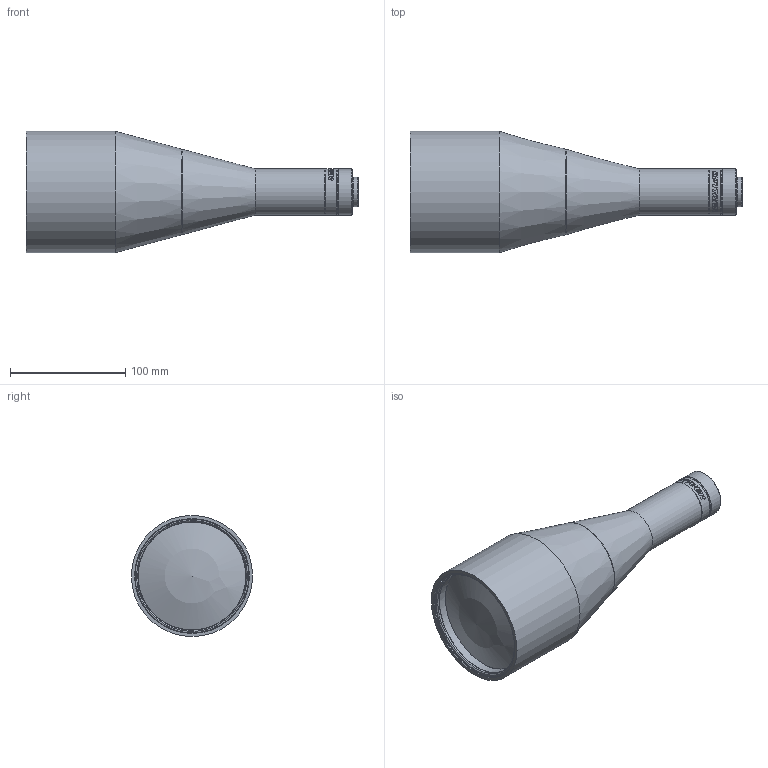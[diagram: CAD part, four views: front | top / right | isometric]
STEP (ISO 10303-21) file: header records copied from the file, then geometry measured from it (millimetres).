
FILE_DESCRIPTION (( 'STEP AP214' ), '1' );
FILE_NAME ('TTL18.5-85-185C.STEP', '2023-11-09T06:21:51', ( '' ), ( '' ), 'SwSTEP 2.0', 'SolidWorks 2019', '' );
FILE_SCHEMA (( 'AUTOMOTIVE_DESIGN' ));
Length unit declared in the file: millimetre
Products named in the file (5): 葩璃 GBZJ8518-002 翋极2^GBZJ8518-000 蚾饜极; TTL18.5-85-185C; 复件 GBLXJ018_A-011-4 垫片4^GBZJ8518-000 装配体; GBXJ18_A-011-5 梓祩遠18A+; 复件 GBLXJ018_A-011-3 垫片3^GBZJ8518-000 装配体
Assembly tree (4 placements, depth 2):
  TTL18.5-85-185C
    葩璃 GBZJ8518-002 翋极2^GBZJ8518-000 蚾饜极
    复件 GBLXJ018_A-011-3 垫片3^GBZJ8518-000 装配体
    复件 GBLXJ018_A-011-4 垫片4^GBZJ8518-000 装配体
    GBXJ18_A-011-5 梓祩遠18A+
Bounding box: 287.47 x 105 x 105 mm (x, y, z)
Volume: 1250288.8 mm3; surface area: 86407.1 mm2
Topology: 4 solids, 4 shells, 90 faces, 381 edges, 320 vertices
Faces by surface type: plane 36, cylinder 31, cone 19, torus 2, sphere 2
Full cylindrical faces by diameter (mm): 22 x1, 24.4 x1, 24.604 x1, 25 x1, 25.4 x1, 29.5 x1, 33.434 x1, 33.5 x2, 34 x3, 34.1 x1, 40 x5, 93.448 x1, 94 x1, 98.5 x1, 105 x1
Entity records: 4797 total; most frequent: CARTESIAN_POINT 1826, ORIENTED_EDGE 652, DIRECTION 439, EDGE_CURVE 326, VERTEX_POINT 306, AXIS2_PLACEMENT_3D 203, B_SPLINE_CURVE_WITH_KNOTS 187, EDGE_LOOP 158
